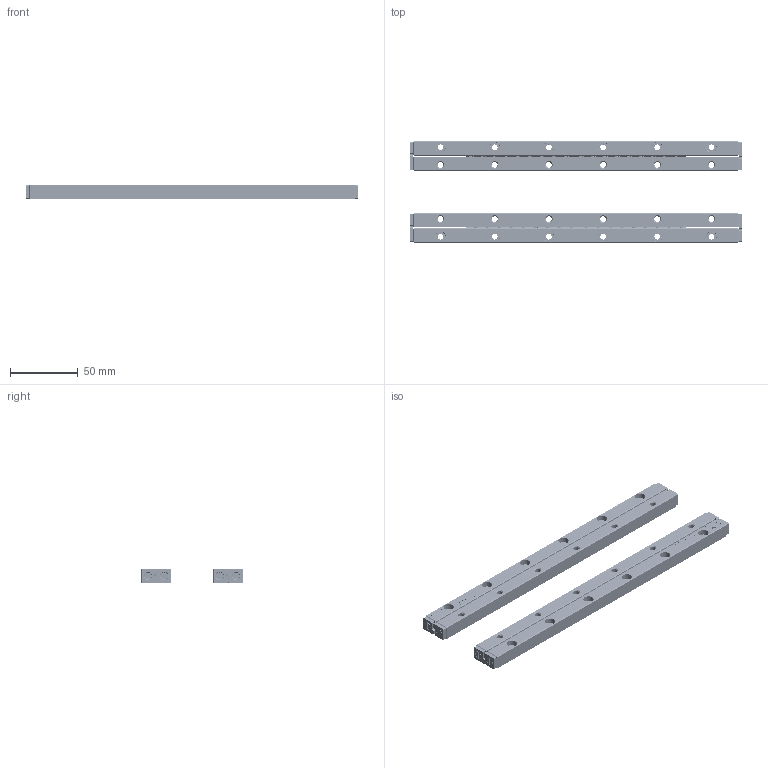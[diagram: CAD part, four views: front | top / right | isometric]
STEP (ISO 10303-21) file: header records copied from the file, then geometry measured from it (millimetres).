
FILE_DESCRIPTION(/* description */ (''),/* implementation_level */ '2;1');
FILE_NAME(/* name */ 'Set RSDE-4240x36KRE_stp_stp.stp',/* time_stamp */ '2025-04-16T16:29:55+02:00',/* author */ (''),/* organization */ (''),/* preprocessor_version */ 'ST-DEVELOPER v16.7',/* originating_system */ 'SIEMENS PLM Software NX 12.0',/* authorisation */ '');
FILE_SCHEMA (('AUTOMOTIVE_DESIGN { 1 0 10303 214 3 1 1 1 }'));
Products named in the file (1): Set RSDE-4240x36KRE_stp_stp
Bounding box: 245.1 x 75 x 11 mm (x, y, z)
Volume: 104147.4 mm3; surface area: 63677.5 mm2
Topology: 100 solids, 100 shells, 4520 faces, 12184 edges, 7956 vertices
Faces by surface type: plane 1892, cylinder 1452, torus 584, bspline 360, cone 232
Full cylindrical faces by diameter (mm): 0.5 x304, 2 x72, 2.6 x8, 3 x8, 3.2 x16, 4 x72, 4.2 x24, 7.5 x24
Entity records: 151879 total; most frequent: CARTESIAN_POINT 32509, DIRECTION 22838, ORIENTED_EDGE 22280, EDGE_CURVE 11140, AXIS2_PLACEMENT_3D 8617, VERTEX_POINT 7680, EDGE_LOOP 6028, LINE 5604
